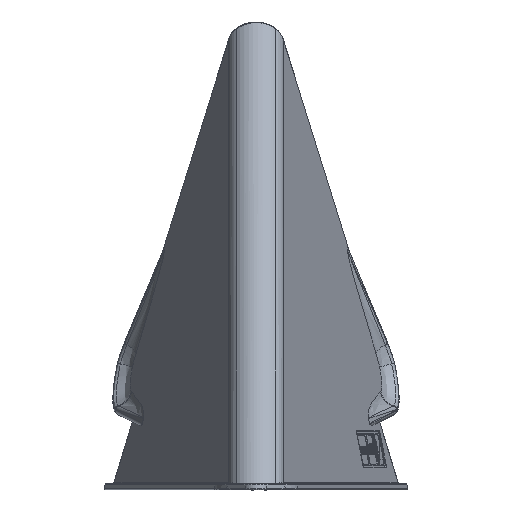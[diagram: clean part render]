
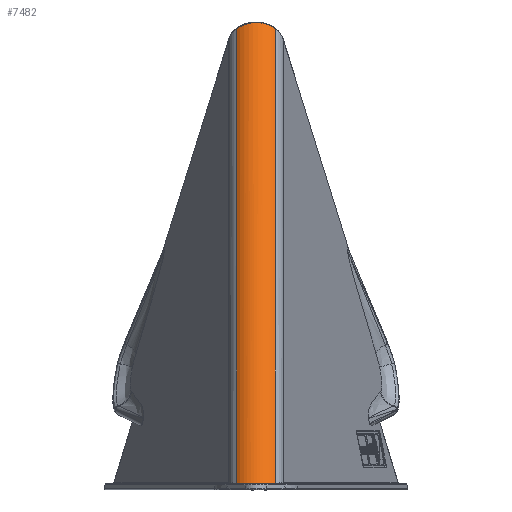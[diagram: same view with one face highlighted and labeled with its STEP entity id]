
A CAD part, front view. The second image highlights one B-rep face of the part: STEP entity #7482.
In plain terms, the highlighted cylindrical face has radius 4.7 mm (diameter 9.4 mm), a partial arc.
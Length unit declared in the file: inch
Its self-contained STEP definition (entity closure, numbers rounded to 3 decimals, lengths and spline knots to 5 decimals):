
#1242 = CARTESIAN_POINT ( 'NONE',  ( -0.09034, -3.20708, -2.85567 ) ) ;
#1425 = EDGE_LOOP ( 'NONE', ( #19830, #1874, #13902, #8584 ) ) ;
#1874 = ORIENTED_EDGE ( 'NONE', *, *, #25181, .T. ) ;
#2856 = CARTESIAN_POINT ( 'NONE',  ( -0.12121, -0.00781, -0.00432 ) ) ;
#3212 = CARTESIAN_POINT ( 'NONE',  ( 0.03934, -3.23664, -2.85628 ) ) ;
#3506 = CARTESIAN_POINT ( 'NONE',  ( 0.12121, -0.00781, -0.00432 ) ) ;
#3705 = CARTESIAN_POINT ( 'NONE',  ( 0.0449, -3.23465, -2.85624 ) ) ;
#5601 = DIRECTION ( 'NONE',  ( 0., -0.743, -0.669 ) ) ;
#5683 = CARTESIAN_POINT ( 'NONE',  ( -0.07508, -3.21868, -2.85591 ) ) ;
#5783 = CARTESIAN_POINT ( 'NONE',  ( -0.12121, -0.00781, -0.00432 ) ) ;
#5835 = CARTESIAN_POINT ( 'NONE',  ( -0.04526, -3.23663, -2.85629 ) ) ;
#6215 = EDGE_CURVE ( 'NONE', #27052, #30522, #12219, .T. ) ;
#7482 = ADVANCED_FACE ( 'NONE', ( #32476 ), #25087, .T. ) ;
#8158 = CARTESIAN_POINT ( 'NONE',  ( 0.0859, -3.2126, -2.85579 ) ) ;
#8478 = CARTESIAN_POINT ( 'NONE',  ( -0.06739, -3.22354, -2.85602 ) ) ;
#8584 = ORIENTED_EDGE ( 'NONE', *, *, #26140, .F. ) ;
#8791 = DIRECTION ( 'NONE',  ( 0., -0.743, -0.669 ) ) ;
#8818 = CARTESIAN_POINT ( 'NONE',  ( -0.10405, -3.19455, -2.85541 ) ) ;
#8952 = CARTESIAN_POINT ( 'NONE',  ( -0.12121, -3.1738, -2.85499 ) ) ;
#10621 = CARTESIAN_POINT ( 'NONE',  ( 0.06612, -3.22429, -2.85603 ) ) ;
#10751 = CARTESIAN_POINT ( 'NONE',  ( 0.04406, -0.0324, 0.0344 ) ) ;
#10977 = CARTESIAN_POINT ( 'NONE',  ( 0.05726, -3.22915, -2.85613 ) ) ;
#11078 = CARTESIAN_POINT ( 'NONE',  ( -0.08786, -0.02353, 0.02044 ) ) ;
#11130 = CARTESIAN_POINT ( 'NONE',  ( -0.12121, -3.1738, -2.85499 ) ) ;
#11863 = B_SPLINE_CURVE_WITH_KNOTS ( 'NONE', 3,
 ( #5783, #11078, #31489, #10751, #26080, #3506 ),
 .UNSPECIFIED., .F., .F.,
 ( 4, 2, 4 ),
 ( 0., 0.5, 1. ),
 .UNSPECIFIED. ) ;
#12219 = LINE ( 'NONE', #14049, #15984 ) ;
#13268 = CARTESIAN_POINT ( 'NONE',  ( 0.12121, -3.1738, -2.85499 ) ) ;
#13447 = CARTESIAN_POINT ( 'NONE',  ( 0.06201, -3.22663, -2.85608 ) ) ;
#13902 = ORIENTED_EDGE ( 'NONE', *, *, #19347, .F. ) ;
#13938 = AXIS2_PLACEMENT_3D ( 'NONE', #22756, #5601, #15679 ) ;
#14049 = CARTESIAN_POINT ( 'NONE',  ( -0.12121, -0.00135, 0.0015 ) ) ;
#14775 = CARTESIAN_POINT ( 'NONE',  ( 0.12121, -0.00781, -0.00432 ) ) ;
#15357 = CARTESIAN_POINT ( 'NONE',  ( 0.12121, -3.1738, -2.85499 ) ) ;
#15679 = DIRECTION ( 'NONE',  ( 0., 0.669, -0.743 ) ) ;
#15759 = CARTESIAN_POINT ( 'NONE',  ( -0.02249, -3.24298, -2.85642 ) ) ;
#15984 = VECTOR ( 'NONE', #21778, 39.37008 ) ;
#16382 = CARTESIAN_POINT ( 'NONE',  ( 0.12121, -0.00135, 0.0015 ) ) ;
#16541 = VECTOR ( 'NONE', #8791, 39.37008 ) ;
#16602 = B_SPLINE_CURVE_WITH_KNOTS ( 'NONE', 3,
 ( #11130, #23813, #8818, #1242, #18548, #21175, #5683, #28415, #21355, #20675, #8478, #5835, #15759, #25791, #25954, #3212, #3705, #18727, #10977, #13447, #20857, #23663, #10621, #8158, #25642, #13268 ),
 .UNSPECIFIED., .F., .F.,
 ( 4, 2, 2, 1, 1, 2, 2, 2, 2, 2, 1, 1, 2, 2, 4 ),
 ( 0., 0.125, 0.1875, 0.21875, 0.23437, 0.24219, 0.25, 0.5, 0.625, 0.6875, 0.71875, 0.73438, 0.74219, 0.75, 1. ),
 .UNSPECIFIED. ) ;
#18206 = LINE ( 'NONE', #16382, #16541 ) ;
#18548 = CARTESIAN_POINT ( 'NONE',  ( -0.08569, -3.21092, -2.85575 ) ) ;
#18727 = CARTESIAN_POINT ( 'NONE',  ( 0.05315, -3.23108, -2.85617 ) ) ;
#19347 = EDGE_CURVE ( 'NONE', #23023, #19688, #18206, .T. ) ;
#19688 = VERTEX_POINT ( 'NONE', #15357 ) ;
#19830 = ORIENTED_EDGE ( 'NONE', *, *, #6215, .T. ) ;
#20675 = CARTESIAN_POINT ( 'NONE',  ( -0.06792, -3.22322, -2.85601 ) ) ;
#20857 = CARTESIAN_POINT ( 'NONE',  ( 0.06403, -3.22549, -2.85606 ) ) ;
#21175 = CARTESIAN_POINT ( 'NONE',  ( -0.07863, -3.21618, -2.85586 ) ) ;
#21355 = CARTESIAN_POINT ( 'NONE',  ( -0.06912, -3.22249, -2.85599 ) ) ;
#21778 = DIRECTION ( 'NONE',  ( 0., -0.743, -0.669 ) ) ;
#22756 = CARTESIAN_POINT ( 'NONE',  ( 0., 0.0922, -0.1024 ) ) ;
#23023 = VERTEX_POINT ( 'NONE', #14775 ) ;
#23663 = CARTESIAN_POINT ( 'NONE',  ( 0.06538, -3.22472, -2.85604 ) ) ;
#23813 = CARTESIAN_POINT ( 'NONE',  ( -0.11288, -3.18484, -2.85522 ) ) ;
#25087 = CYLINDRICAL_SURFACE ( 'NONE', #13938, 0.18504 ) ;
#25181 = EDGE_CURVE ( 'NONE', #30522, #19688, #16602, .T. ) ;
#25642 = CARTESIAN_POINT ( 'NONE',  ( 0.10456, -3.19588, -2.85544 ) ) ;
#25791 = CARTESIAN_POINT ( 'NONE',  ( 0.01125, -3.24298, -2.85642 ) ) ;
#25954 = CARTESIAN_POINT ( 'NONE',  ( 0.02256, -3.2414, -2.85638 ) ) ;
#26080 = CARTESIAN_POINT ( 'NONE',  ( 0.08786, -0.02353, 0.02044 ) ) ;
#26140 = EDGE_CURVE ( 'NONE', #27052, #23023, #11863, .T. ) ;
#27052 = VERTEX_POINT ( 'NONE', #2856 ) ;
#28415 = CARTESIAN_POINT ( 'NONE',  ( -0.07091, -3.22138, -2.85597 ) ) ;
#30522 = VERTEX_POINT ( 'NONE', #8952 ) ;
#31489 = CARTESIAN_POINT ( 'NONE',  ( -0.04406, -0.0324, 0.0344 ) ) ;
#32476 = FACE_OUTER_BOUND ( 'NONE', #1425, .T. ) ;
